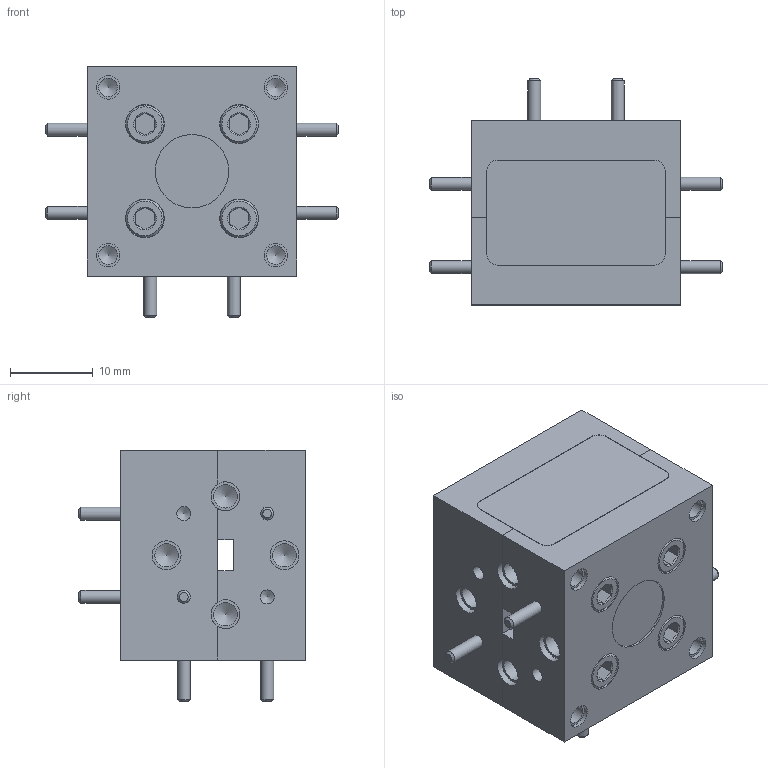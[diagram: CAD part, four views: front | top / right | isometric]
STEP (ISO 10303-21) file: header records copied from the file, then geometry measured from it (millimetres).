
FILE_DESCRIPTION (( 'STEP AP203' ), '1' );
FILE_NAME ('PEWMT1002_3D.step', '2022-02-08T16:05:20', ( '' ), ( '' ), 'SwSTEP 2.0', 'SolidWorks 2021', '' );
FILE_SCHEMA (( 'CONFIG_CONTROL_DESIGN' ));
Length unit declared in the file: inch
Products named in the file (1): PEWMT1002_3D
Bounding box: 35.56 x 27.43 x 30.53 mm (x, y, z)
Volume: 13524.2 mm3; surface area: 5693 mm2
Topology: 1 solids, 1 shells, 252 faces, 559 edges, 340 vertices
Faces by surface type: plane 95, cylinder 77, cone 72, bspline 8
Full cylindrical faces by diameter (mm): 1.562 x8, 1.702 x8, 2.261 x4, 2.845 x20, 3.505 x16, 4.648 x4, 4.699 x4, 8.89 x1
Entity records: 9107 total; most frequent: CARTESIAN_POINT 4223, DIRECTION 1034, ORIENTED_EDGE 800, AXIS2_PLACEMENT_3D 445, EDGE_LOOP 402, EDGE_CURVE 400, FACE_OUTER_BOUND 317, VERTEX_POINT 294
